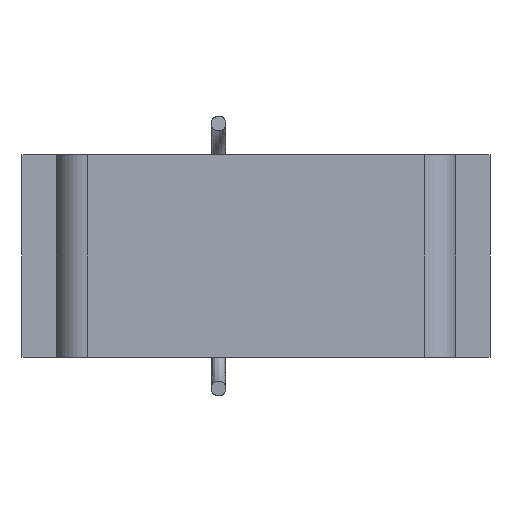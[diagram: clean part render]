
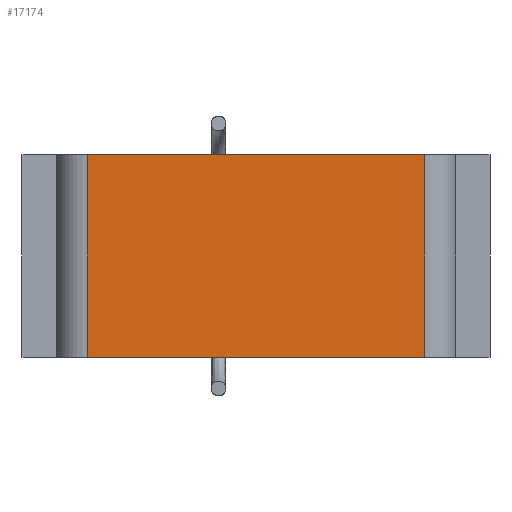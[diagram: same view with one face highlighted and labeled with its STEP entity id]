
A CAD part, left-side view. The second image highlights one B-rep face of the part: STEP entity #17174.
In plain terms, the highlighted planar face has unit normal (-1, 0, 0).
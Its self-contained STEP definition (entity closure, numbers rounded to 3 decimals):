
#960 = ORIENTED_EDGE ( 'NONE', *, *, #30104, .F. ) ;
#1511 = FACE_OUTER_BOUND ( 'NONE', #9805, .T. ) ;
#3251 = DIRECTION ( 'NONE',  ( 0., 0., -1. ) ) ;
#3318 = VECTOR ( 'NONE', #14374, 1000. ) ;
#4291 = CARTESIAN_POINT ( 'NONE',  ( -11.879, 77.671, 93.979 ) ) ;
#4472 = VECTOR ( 'NONE', #3251, 1000. ) ;
#5784 = LINE ( 'NONE', #27927, #4472 ) ;
#5869 = CARTESIAN_POINT ( 'NONE',  ( -11.879, 51.855, 80.979 ) ) ;
#6241 = EDGE_CURVE ( 'NONE', #16860, #32449, #14318, .T. ) ;
#8130 = VERTEX_POINT ( 'NONE', #9596 ) ;
#9596 = CARTESIAN_POINT ( 'NONE',  ( -11.879, 56.038, 93.979 ) ) ;
#9805 = EDGE_LOOP ( 'NONE', ( #17775, #26276, #960, #19818 ) ) ;
#14318 = LINE ( 'NONE', #5869, #3318 ) ;
#14374 = DIRECTION ( 'NONE',  ( 0., -1., 0. ) ) ;
#14711 = DIRECTION ( 'NONE',  ( 0., -1., 0. ) ) ;
#15700 = CARTESIAN_POINT ( 'NONE',  ( -11.879, 56.038, 93.979 ) ) ;
#16860 = VERTEX_POINT ( 'NONE', #25068 ) ;
#17174 = ADVANCED_FACE ( 'NONE', ( #1511 ), #34751, .F. ) ;
#17211 = EDGE_CURVE ( 'NONE', #32449, #8130, #26637, .T. ) ;
#17775 = ORIENTED_EDGE ( 'NONE', *, *, #6241, .T. ) ;
#19818 = ORIENTED_EDGE ( 'NONE', *, *, #39545, .T. ) ;
#23051 = VERTEX_POINT ( 'NONE', #4291 ) ;
#25068 = CARTESIAN_POINT ( 'NONE',  ( -11.879, 77.671, 80.979 ) ) ;
#26276 = ORIENTED_EDGE ( 'NONE', *, *, #17211, .T. ) ;
#26637 = LINE ( 'NONE', #15700, #46583 ) ;
#26839 = CARTESIAN_POINT ( 'NONE',  ( -11.879, 51.855, 93.979 ) ) ;
#27927 = CARTESIAN_POINT ( 'NONE',  ( -11.879, 77.671, 93.979 ) ) ;
#30104 = EDGE_CURVE ( 'NONE', #23051, #8130, #31465, .T. ) ;
#30898 = CARTESIAN_POINT ( 'NONE',  ( -11.879, 56.038, 80.979 ) ) ;
#31270 = AXIS2_PLACEMENT_3D ( 'NONE', #26839, #32025, #32197 ) ;
#31465 = LINE ( 'NONE', #43104, #37253 ) ;
#32025 = DIRECTION ( 'NONE',  ( 1., 0., 0. ) ) ;
#32197 = DIRECTION ( 'NONE',  ( 0., 0., -1. ) ) ;
#32449 = VERTEX_POINT ( 'NONE', #30898 ) ;
#34751 = PLANE ( 'NONE',  #31270 ) ;
#36345 = DIRECTION ( 'NONE',  ( 0., 0., 1. ) ) ;
#37253 = VECTOR ( 'NONE', #14711, 1000. ) ;
#39545 = EDGE_CURVE ( 'NONE', #23051, #16860, #5784, .T. ) ;
#43104 = CARTESIAN_POINT ( 'NONE',  ( -11.879, 51.855, 93.979 ) ) ;
#46583 = VECTOR ( 'NONE', #36345, 1000. ) ;
